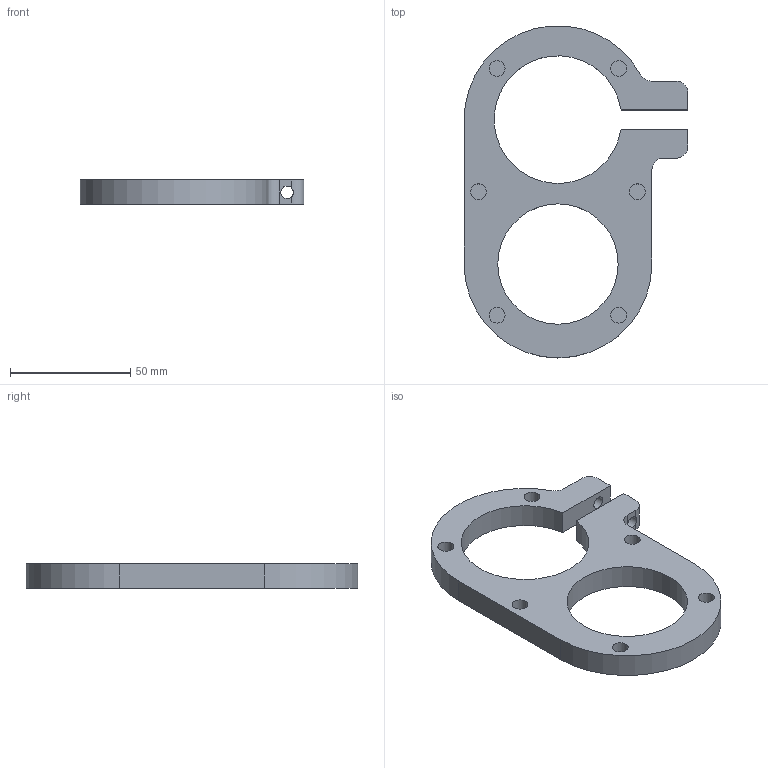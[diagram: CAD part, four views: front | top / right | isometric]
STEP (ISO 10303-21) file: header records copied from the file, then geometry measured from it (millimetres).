
FILE_DESCRIPTION(/* description */ (''),/* implementation_level */ '2;1');
FILE_NAME(/* name */ 'IndyMill_dust_shoe_top.step',/* time_stamp */ '2021-02-11T21:06:45+01:00',/* author */ (''),/* organization */ (''),/* preprocessor_version */ 'ST-DEVELOPER v18.1',/* originating_system */ 'Autodesk Translation Framework v9.7.1.1290',/* authorisation */ '');
FILE_SCHEMA (('AUTOMOTIVE_DESIGN { 1 0 10303 214 3 1 1 }'));
Length unit declared in the file: millimetre
Products named in the file (1): IndyMill_dust_shoe_top
Bounding box: 93 x 137.87 x 10 mm (x, y, z)
Volume: 53304.5 mm3; surface area: 20066.5 mm2
Topology: 1 solids, 1 shells, 32 faces, 78 edges, 52 vertices
Faces by surface type: cylinder 16, plane 16
Full cylindrical faces by diameter (mm): 5.2 x2, 6.6 x6, 50 x1
Entity records: 1015 total; most frequent: CARTESIAN_POINT 181, DIRECTION 176, ORIENTED_EDGE 156, EDGE_CURVE 78, AXIS2_PLACEMENT_3D 67, VERTEX_POINT 52, EDGE_LOOP 42, LINE 42
